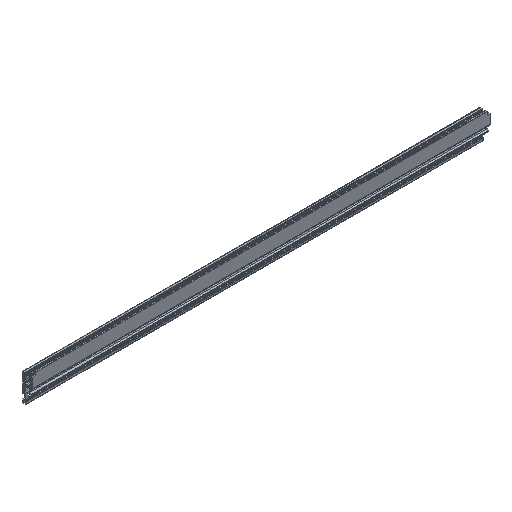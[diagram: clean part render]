
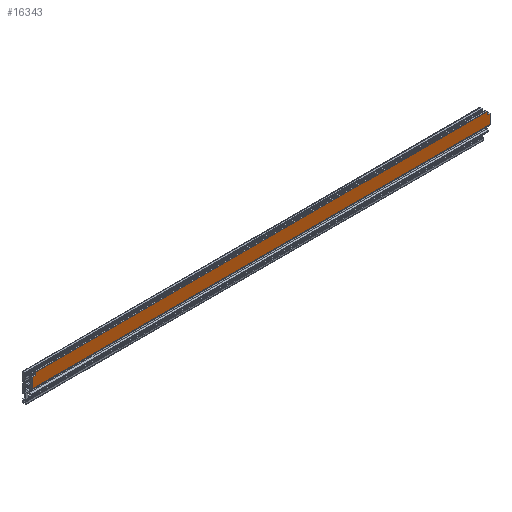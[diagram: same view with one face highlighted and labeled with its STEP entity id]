
A CAD part, isometric view. The second image highlights one B-rep face of the part: STEP entity #16343.
In plain terms, the highlighted free-form (B-spline) face has degree [1, 1] with [2, 2] control points.
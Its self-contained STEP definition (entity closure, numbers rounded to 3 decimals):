
#99=CARTESIAN_POINT('V951',(213.3,-9.4,
   23.05));
#100=VERTEX_POINT('V951',#99);
#115=CARTESIAN_POINT('V954',(-213.3,-9.4,
   23.05));
#116=VERTEX_POINT('V954',#115);
#130=CARTESIAN_POINT('E1426',(-213.3,
   -9.4,23.05));
#131=CARTESIAN_POINT('E1426',(213.3,-9.4,
   23.05));
#132=B_SPLINE_CURVE_WITH_KNOTS('E1426',1,(#130,#131),.POLYLINE_FORM.,
   .F.,.U.,(2,2),(0.006,0.994),
   .UNSPECIFIED.);
#133=EDGE_CURVE('E1426',#116,#100,#132,.T.);
#9842=CARTESIAN_POINT('V889',(215.9,-9.4,
   10.9));
#9843=VERTEX_POINT('V889',#9842);
#9859=CARTESIAN_POINT('V891',(-215.9,
   -9.4,10.9));
#9860=VERTEX_POINT('V891',#9859);
#9861=CARTESIAN_POINT('E1315',(215.9,
   -9.4,10.9));
#9862=CARTESIAN_POINT('E1315',(-215.9,
   -9.4,10.9));
#9863=QUASI_UNIFORM_CURVE('E1315',1,(#9861,#9862),.POLYLINE_FORM.,
   .F.,.U.);
#9864=EDGE_CURVE('E1315',#9843,#9860,#9863,.T.);
#10753=CARTESIAN_POINT('V958',(-215.9,
   -9.4,20.25));
#10754=VERTEX_POINT('V958',#10753);
#11619=CARTESIAN_POINT('E1431',(-215.9,
   -9.4,10.9));
#11620=CARTESIAN_POINT('E1431',(-215.9,
   -9.4,20.25));
#11621=B_SPLINE_CURVE_WITH_KNOTS('E1431',1,(#11619,#11620),
   .POLYLINE_FORM.,.F.,.U.,(2,2),(0.0,0.77),
   .UNSPECIFIED.);
#11622=EDGE_CURVE('E1431',#9860,#10754,#11621,.T.);
#16186=CARTESIAN_POINT('V957',(-213.3,
   -9.4,20.25));
#16187=VERTEX_POINT('V957',#16186);
#16195=CARTESIAN_POINT('E1430',(-213.3,
   -9.4,20.25));
#16196=CARTESIAN_POINT('E1430',(-215.9,
   -9.4,20.25));
#16197=QUASI_UNIFORM_CURVE('E1430',1,(#16195,#16196),.POLYLINE_FORM.,
   .F.,.U.);
#16198=EDGE_CURVE('E1430',#16187,#10754,#16197,.T.);
#16216=CARTESIAN_POINT('E1429',(-213.3,
   -9.4,23.05));
#16217=CARTESIAN_POINT('E1429',(-213.3,
   -9.4,20.25));
#16218=QUASI_UNIFORM_CURVE('E1429',1,(#16216,#16217),.POLYLINE_FORM.,
   .F.,.U.);
#16219=EDGE_CURVE('E1429',#116,#16187,#16218,.T.);
#16301=CARTESIAN_POINT('V956',(213.3,
   -9.4,20.25));
#16302=VERTEX_POINT('V956',#16301);
#16303=CARTESIAN_POINT('E1428',(213.3,
   -9.4,20.25));
#16304=CARTESIAN_POINT('E1428',(213.3,
   -9.4,23.05));
#16305=QUASI_UNIFORM_CURVE('E1428',1,(#16303,#16304),.POLYLINE_FORM.,
   .F.,.U.);
#16306=EDGE_CURVE('E1428',#16302,#100,#16305,.T.);
#16318=CARTESIAN_POINT('F476',(215.9,
   -9.4,10.9));
#16319=CARTESIAN_POINT('F476',(215.9,
   -9.4,23.05));
#16320=CARTESIAN_POINT('F476',(-215.9,
   -9.4,10.9));
#16321=CARTESIAN_POINT('F476',(-215.9,
   -9.4,23.05));
#16322=QUASI_UNIFORM_SURFACE('F476',1,1,((#16318,#16320),(#16319,
   #16321)),.PLANE_SURF.,.F.,.F.,.U.);
#16323=CARTESIAN_POINT('V955',(215.9,
   -9.4,20.25));
#16324=VERTEX_POINT('V955',#16323);
#16325=CARTESIAN_POINT('E1427',(215.9,
   -9.4,20.25));
#16326=CARTESIAN_POINT('E1427',(213.3,
   -9.4,20.25));
#16327=QUASI_UNIFORM_CURVE('E1427',1,(#16325,#16326),.POLYLINE_FORM.,
   .F.,.U.);
#16328=EDGE_CURVE('E1427',#16324,#16302,#16327,.T.);
#16329=ORIENTED_EDGE('E1427',*,*,#16328,.T.);
#16330=ORIENTED_EDGE('E1428',*,*,#16306,.T.);
#16331=ORIENTED_EDGE('F475',*,*,#133,.F.);
#16332=ORIENTED_EDGE('E1429',*,*,#16219,.T.);
#16333=ORIENTED_EDGE('F479',*,*,#16198,.T.);
#16334=ORIENTED_EDGE('F483',*,*,#11622,.F.);
#16335=ORIENTED_EDGE('E1315',*,*,#9864,.F.);
#16336=CARTESIAN_POINT('E1432',(215.9,
   -9.4,20.25));
#16337=CARTESIAN_POINT('E1432',(215.9,
   -9.4,10.9));
#16338=B_SPLINE_CURVE_WITH_KNOTS('E1432',1,(#16336,#16337),
   .POLYLINE_FORM.,.F.,.U.,(2,2),(0.23,1.0),
   .UNSPECIFIED.);
#16339=EDGE_CURVE('E1432',#16324,#9843,#16338,.T.);
#16340=ORIENTED_EDGE('E1432',*,*,#16339,.F.);
#16341=EDGE_LOOP('F476',(#16329,#16330,#16331,#16332,#16333,#16334,
   #16335,#16340));
#16342=FACE_OUTER_BOUND('F476',#16341,.T.);
#16343=ADVANCED_FACE('F476',(#16342),#16322,.T.);
